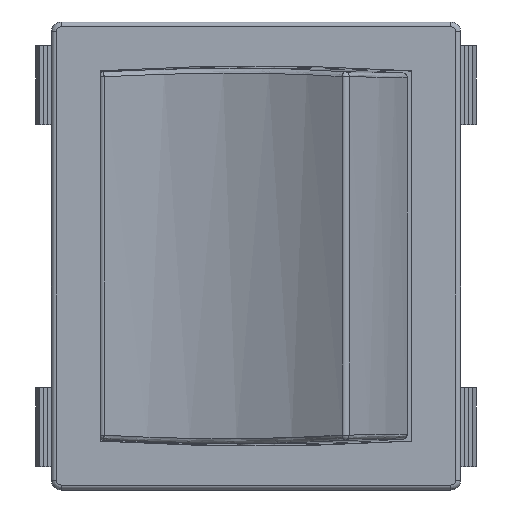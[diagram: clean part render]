
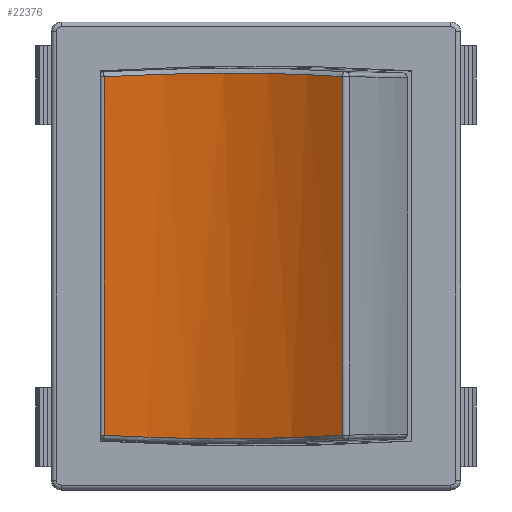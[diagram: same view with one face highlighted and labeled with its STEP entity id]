
A CAD part, top view. The second image highlights one B-rep face of the part: STEP entity #22376.
In plain terms, the highlighted cylindrical face has radius 18.314 mm (diameter 36.628 mm), a partial arc.
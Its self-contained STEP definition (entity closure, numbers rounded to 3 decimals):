
#828=B_SPLINE_CURVE_WITH_KNOTS('',3,(#37585,#37586,#37587,#37588,#37589),
 .UNSPECIFIED.,.F.,.F.,(4,1,4),(-1.476,-0.719,-0.151),
 .UNSPECIFIED.);
#829=B_SPLINE_CURVE_WITH_KNOTS('',3,(#37592,#37593,#37594,#37595,#37596),
 .UNSPECIFIED.,.F.,.F.,(4,1,4),(-1.476,-0.719,-0.151),
 .UNSPECIFIED.);
#2812=FACE_OUTER_BOUND('',#4067,.T.);
#4067=EDGE_LOOP('',(#20318,#20319,#20320,#20321));
#6603=LINE('',#37583,#9165);
#6604=LINE('',#37591,#9166);
#9165=VECTOR('',#27442,10.);
#9166=VECTOR('',#27443,10.);
#11399=VERTEX_POINT('',#37581);
#11400=VERTEX_POINT('',#37582);
#11401=VERTEX_POINT('',#37584);
#11402=VERTEX_POINT('',#37590);
#14468=EDGE_CURVE('',#11399,#11400,#6603,.T.);
#14469=EDGE_CURVE('',#11401,#11399,#828,.T.);
#14470=EDGE_CURVE('',#11402,#11401,#6604,.T.);
#14471=EDGE_CURVE('',#11400,#11402,#829,.T.);
#20318=ORIENTED_EDGE('',*,*,#14468,.F.);
#20319=ORIENTED_EDGE('',*,*,#14469,.F.);
#20320=ORIENTED_EDGE('',*,*,#14470,.F.);
#20321=ORIENTED_EDGE('',*,*,#14471,.F.);
#21336=CYLINDRICAL_SURFACE('',#23369,18.314);
#22376=ADVANCED_FACE('',(#2812),#21336,.F.);
#23369=AXIS2_PLACEMENT_3D('',#37580,#27440,#27441);
#27440=DIRECTION('center_axis',(0.,1.,0.));
#27441=DIRECTION('ref_axis',(-0.624,0.,0.781));
#27442=DIRECTION('',(0.,1.,0.));
#27443=DIRECTION('',(0.,-1.,0.));
#37580=CARTESIAN_POINT('Origin',(-6.798,0.,35.627));
#37581=CARTESIAN_POINT('',(-7.793,-9.195,17.34));
#37582=CARTESIAN_POINT('',(-7.793,9.195,17.34));
#37583=CARTESIAN_POINT('',(-7.793,0.,17.34));
#37584=CARTESIAN_POINT('',(4.416,-9.195,21.148));
#37585=CARTESIAN_POINT('Ctrl Pts',(4.416,-9.195,21.148));
#37586=CARTESIAN_POINT('Ctrl Pts',(2.45,-9.326,19.625));
#37587=CARTESIAN_POINT('Ctrl Pts',(-1.544,-9.44,
17.67));
#37588=CARTESIAN_POINT('Ctrl Pts',(-5.931,-9.293,
17.239));
#37589=CARTESIAN_POINT('Ctrl Pts',(-7.793,-9.195,
17.34));
#37590=CARTESIAN_POINT('',(4.416,9.195,21.148));
#37591=CARTESIAN_POINT('',(4.416,0.,21.148));
#37592=CARTESIAN_POINT('Ctrl Pts',(-7.793,9.195,17.34));
#37593=CARTESIAN_POINT('Ctrl Pts',(-5.31,9.326,17.205));
#37594=CARTESIAN_POINT('Ctrl Pts',(-0.912,9.44,
17.867));
#37595=CARTESIAN_POINT('Ctrl Pts',(2.942,9.293,20.006));
#37596=CARTESIAN_POINT('Ctrl Pts',(4.416,9.195,21.148));
